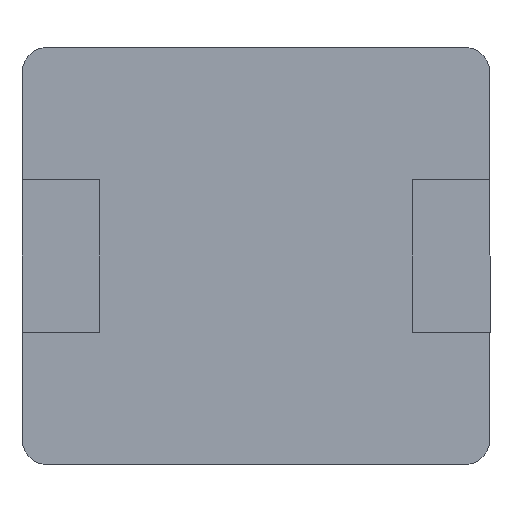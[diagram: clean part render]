
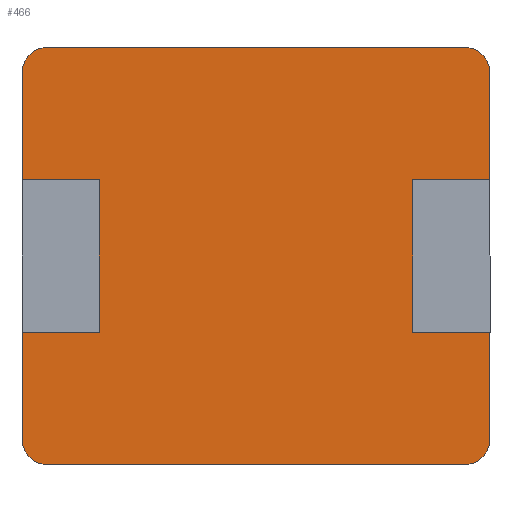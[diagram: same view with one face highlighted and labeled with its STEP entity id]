
A CAD part, front view. The second image highlights one B-rep face of the part: STEP entity #466.
In plain terms, the highlighted planar face has unit normal (0, -1, 0).
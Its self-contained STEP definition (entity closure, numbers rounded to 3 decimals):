
#4 = DIRECTION ( 'NONE',  ( 0., 0., -1. ) ) ;
#15 = CARTESIAN_POINT ( 'NONE',  ( -2.3, 0., 2.05 ) ) ;
#16 = LINE ( 'NONE', #437, #55 ) ;
#21 = CARTESIAN_POINT ( 'NONE',  ( 2.05, 0., 2.05 ) ) ;
#41 = LINE ( 'NONE', #872, #628 ) ;
#49 = CARTESIAN_POINT ( 'NONE',  ( 0., 0., 0. ) ) ;
#55 = VECTOR ( 'NONE', #300, 1000. ) ;
#59 = CARTESIAN_POINT ( 'NONE',  ( 2.05, 0., -2.05 ) ) ;
#79 = ORIENTED_EDGE ( 'NONE', *, *, #775, .F. ) ;
#87 = VERTEX_POINT ( 'NONE', #21 ) ;
#95 = EDGE_CURVE ( 'NONE', #172, #87, #823, .T. ) ;
#115 = ORIENTED_EDGE ( 'NONE', *, *, #538, .F. ) ;
#132 = DIRECTION ( 'NONE',  ( 0., 0., -1. ) ) ;
#160 = EDGE_CURVE ( 'NONE', #172, #672, #16, .T. ) ;
#166 = LINE ( 'NONE', #302, #256 ) ;
#172 = VERTEX_POINT ( 'NONE', #784 ) ;
#198 = AXIS2_PLACEMENT_3D ( 'NONE', #49, #396, #678 ) ;
#216 = DIRECTION ( 'NONE',  ( 0., 0., -1. ) ) ;
#251 = DIRECTION ( 'NONE',  ( 0., 0., 1. ) ) ;
#256 = VECTOR ( 'NONE', #581, 1000. ) ;
#267 = AXIS2_PLACEMENT_3D ( 'NONE', #699, #289, #132 ) ;
#273 = CARTESIAN_POINT ( 'NONE',  ( -2.3, 0., -1.8 ) ) ;
#289 = DIRECTION ( 'NONE',  ( 0., -1., 0. ) ) ;
#300 = DIRECTION ( 'NONE',  ( 0., 0., -1. ) ) ;
#302 = CARTESIAN_POINT ( 'NONE',  ( -2.3, 0., -2.05 ) ) ;
#312 = CIRCLE ( 'NONE', #267, 0.25 ) ;
#315 = DIRECTION ( 'NONE',  ( 0., -1., 0. ) ) ;
#326 = FACE_OUTER_BOUND ( 'NONE', #610, .T. ) ;
#343 = CARTESIAN_POINT ( 'NONE',  ( 2.3, 0., -1.8 ) ) ;
#354 = VERTEX_POINT ( 'NONE', #273 ) ;
#358 = CARTESIAN_POINT ( 'NONE',  ( -2.05, 0., -1.8 ) ) ;
#359 = ORIENTED_EDGE ( 'NONE', *, *, #651, .T. ) ;
#361 = CARTESIAN_POINT ( 'NONE',  ( 2.05, 0., -1.8 ) ) ;
#396 = DIRECTION ( 'NONE',  ( 0., -1., 0. ) ) ;
#426 = AXIS2_PLACEMENT_3D ( 'NONE', #358, #633, #4 ) ;
#435 = AXIS2_PLACEMENT_3D ( 'NONE', #776, #315, #508 ) ;
#437 = CARTESIAN_POINT ( 'NONE',  ( 2.3, 0., 2.05 ) ) ;
#466 = ADVANCED_FACE ( 'NONE', ( #326 ), #747, .T. ) ;
#504 = VERTEX_POINT ( 'NONE', #750 ) ;
#508 = DIRECTION ( 'NONE',  ( 0., 0., -1. ) ) ;
#521 = VECTOR ( 'NONE', #576, 1000. ) ;
#529 = CARTESIAN_POINT ( 'NONE',  ( -2.05, 0., 2.05 ) ) ;
#538 = EDGE_CURVE ( 'NONE', #354, #504, #41, .T. ) ;
#540 = VERTEX_POINT ( 'NONE', #529 ) ;
#576 = DIRECTION ( 'NONE',  ( 1., 0., 0. ) ) ;
#581 = DIRECTION ( 'NONE',  ( -1., 0., 0. ) ) ;
#610 = EDGE_LOOP ( 'NONE', ( #748, #632, #864, #744, #79, #359, #115, #665 ) ) ;
#628 = VECTOR ( 'NONE', #251, 1000. ) ;
#630 = CIRCLE ( 'NONE', #721, 0.25 ) ;
#632 = ORIENTED_EDGE ( 'NONE', *, *, #712, .T. ) ;
#633 = DIRECTION ( 'NONE',  ( 0., -1., 0. ) ) ;
#636 = DIRECTION ( 'NONE',  ( 0., -1., 0. ) ) ;
#644 = LINE ( 'NONE', #15, #521 ) ;
#651 = EDGE_CURVE ( 'NONE', #540, #504, #312, .T. ) ;
#653 = VERTEX_POINT ( 'NONE', #59 ) ;
#662 = CIRCLE ( 'NONE', #426, 0.25 ) ;
#665 = ORIENTED_EDGE ( 'NONE', *, *, #898, .T. ) ;
#672 = VERTEX_POINT ( 'NONE', #343 ) ;
#678 = DIRECTION ( 'NONE',  ( 0., 0., -1. ) ) ;
#699 = CARTESIAN_POINT ( 'NONE',  ( -2.05, 0., 1.8 ) ) ;
#712 = EDGE_CURVE ( 'NONE', #653, #672, #630, .T. ) ;
#721 = AXIS2_PLACEMENT_3D ( 'NONE', #361, #636, #216 ) ;
#729 = CARTESIAN_POINT ( 'NONE',  ( -2.05, 0., -2.05 ) ) ;
#744 = ORIENTED_EDGE ( 'NONE', *, *, #95, .T. ) ;
#747 = PLANE ( 'NONE',  #198 ) ;
#748 = ORIENTED_EDGE ( 'NONE', *, *, #796, .F. ) ;
#750 = CARTESIAN_POINT ( 'NONE',  ( -2.3, 0., 1.8 ) ) ;
#775 = EDGE_CURVE ( 'NONE', #540, #87, #644, .T. ) ;
#776 = CARTESIAN_POINT ( 'NONE',  ( 2.05, 0., 1.8 ) ) ;
#784 = CARTESIAN_POINT ( 'NONE',  ( 2.3, 0., 1.8 ) ) ;
#796 = EDGE_CURVE ( 'NONE', #653, #844, #166, .T. ) ;
#823 = CIRCLE ( 'NONE', #435, 0.25 ) ;
#844 = VERTEX_POINT ( 'NONE', #729 ) ;
#864 = ORIENTED_EDGE ( 'NONE', *, *, #160, .F. ) ;
#872 = CARTESIAN_POINT ( 'NONE',  ( -2.3, 0., 2.05 ) ) ;
#898 = EDGE_CURVE ( 'NONE', #354, #844, #662, .T. ) ;
